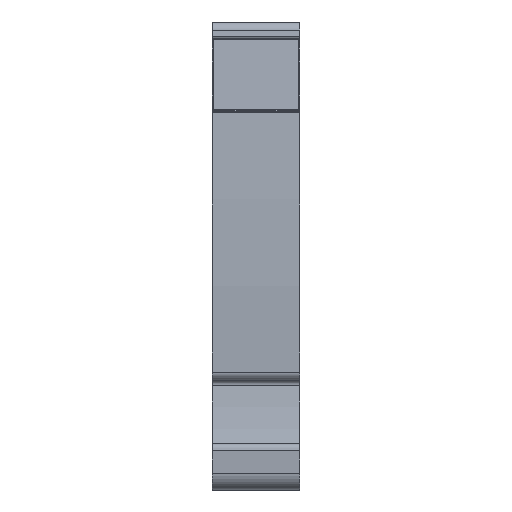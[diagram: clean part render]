
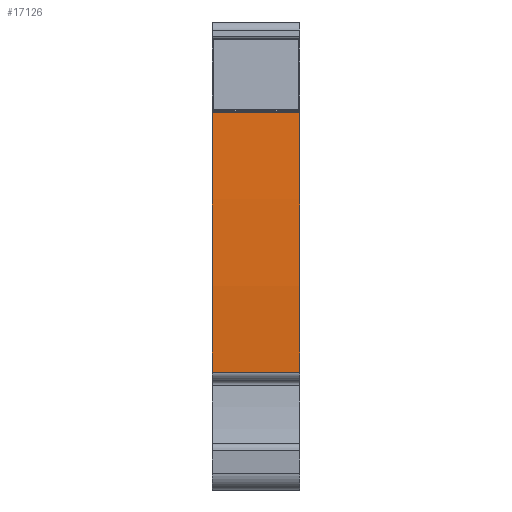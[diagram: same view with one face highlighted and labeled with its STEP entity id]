
A CAD part, front view. The second image highlights one B-rep face of the part: STEP entity #17126.
In plain terms, the highlighted cylindrical face has radius 240 mm (diameter 480 mm), a partial arc.
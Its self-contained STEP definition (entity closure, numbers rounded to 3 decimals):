
#1821=AXIS2_PLACEMENT_3D('Circle Axis2P3D',#1819,#1820,$) ;
#17113=AXIS2_PLACEMENT_3D('Cylinder Axis2P3D',#17110,#17111,#17112) ;
#17117=AXIS2_PLACEMENT_3D('Circle Axis2P3D',#17115,#17116,$) ;
#1816=CARTESIAN_POINT('Vertex',(10.,1.73,42.906)) ;
#1819=CARTESIAN_POINT('Axis2P3D Location',(10.,241.169,26.5)) ;
#1823=CARTESIAN_POINT('Vertex',(10.,1.527,13.395)) ;
#4748=CARTESIAN_POINT('Vertex',(0.,1.73,42.906)) ;
#4753=CARTESIAN_POINT('Line Origine',(5.05,1.73,42.906)) ;
#4781=CARTESIAN_POINT('Vertex',(0.,1.527,13.395)) ;
#4789=CARTESIAN_POINT('Line Origine',(5.61,1.527,13.395)) ;
#17110=CARTESIAN_POINT('Axis2P3D Location',(5.61,241.169,26.5)) ;
#17115=CARTESIAN_POINT('Axis2P3D Location',(0.,241.169,26.5)) ;
#1820=DIRECTION('Axis2P3D Direction',(1.,0.,0.)) ;
#4754=DIRECTION('Vector Direction',(1.,0.,0.)) ;
#4790=DIRECTION('Vector Direction',(-1.,0.,0.)) ;
#17111=DIRECTION('Axis2P3D Direction',(-1.,0.,0.)) ;
#17112=DIRECTION('Axis2P3D XDirection',(0.,-0.999,-0.055)) ;
#17116=DIRECTION('Axis2P3D Direction',(-1.,0.,0.)) ;
#4755=VECTOR('Line Direction',#4754,1.) ;
#4791=VECTOR('Line Direction',#4790,1.) ;
#17121=ORIENTED_EDGE('',*,*,#17119,.F.) ;
#17122=ORIENTED_EDGE('',*,*,#4793,.T.) ;
#17123=ORIENTED_EDGE('',*,*,#1825,.T.) ;
#17124=ORIENTED_EDGE('',*,*,#4757,.F.) ;
#17126=ADVANCED_FACE('MLD',(#17125),#17114,.T.) ;
#1822=CIRCLE('generated circle',#1821,240.) ;
#17118=CIRCLE('generated circle',#17117,240.) ;
#17114=CYLINDRICAL_SURFACE('generated cylinder',#17113,240.) ;
#1825=EDGE_CURVE('',#1824,#1817,#1822,.F.) ;
#4757=EDGE_CURVE('',#4749,#1817,#4756,.T.) ;
#4793=EDGE_CURVE('',#4782,#1824,#4792,.F.) ;
#17119=EDGE_CURVE('',#4782,#4749,#17118,.T.) ;
#17120=EDGE_LOOP('',(#17121,#17122,#17123,#17124)) ;
#17125=FACE_OUTER_BOUND('',#17120,.T.) ;
#4756=LINE('Line',#4753,#4755) ;
#4792=LINE('Line',#4789,#4791) ;
#1817=VERTEX_POINT('',#1816) ;
#1824=VERTEX_POINT('',#1823) ;
#4749=VERTEX_POINT('',#4748) ;
#4782=VERTEX_POINT('',#4781) ;
